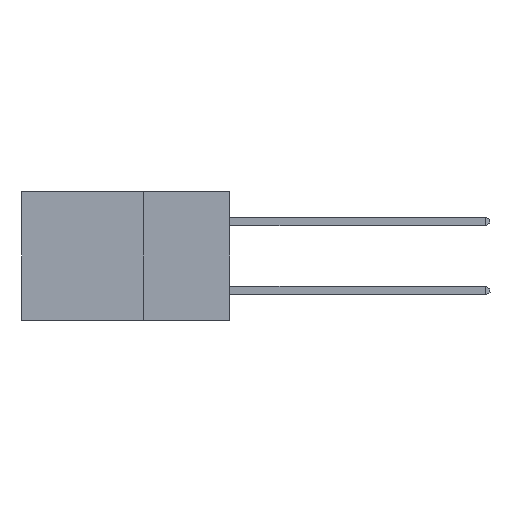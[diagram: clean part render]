
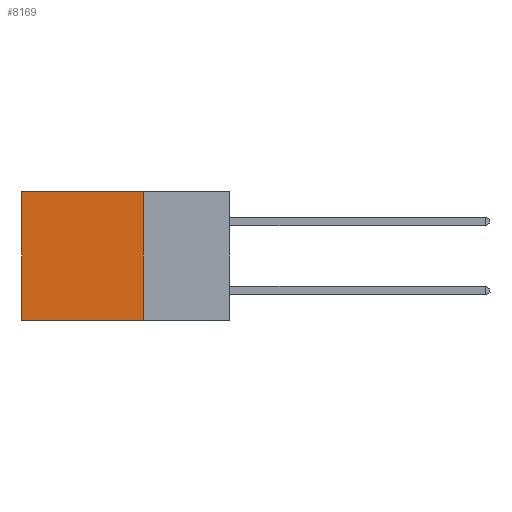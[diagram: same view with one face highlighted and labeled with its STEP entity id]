
A CAD part, left-side view. The second image highlights one B-rep face of the part: STEP entity #8169.
In plain terms, the highlighted planar face has unit normal (-1, 0, 0).
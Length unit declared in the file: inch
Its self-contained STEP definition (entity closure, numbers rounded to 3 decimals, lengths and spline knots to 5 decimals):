
#898 = VECTOR ( 'NONE', #11120, 39.37008 ) ;
#1899 = VERTEX_POINT ( 'NONE', #13668 ) ;
#2450 = CARTESIAN_POINT ( 'NONE',  ( 0.298, 0.6, -0.37 ) ) ;
#2572 = VERTEX_POINT ( 'NONE', #2450 ) ;
#2602 = CARTESIAN_POINT ( 'NONE',  ( 0.298, 0.25, 0. ) ) ;
#2685 = ORIENTED_EDGE ( 'NONE', *, *, #11072, .T. ) ;
#2974 = VECTOR ( 'NONE', #3496, 39.37008 ) ;
#3079 = VECTOR ( 'NONE', #8643, 39.37008 ) ;
#3496 = DIRECTION ( 'NONE',  ( 0., 1., 0. ) ) ;
#4649 = LINE ( 'NONE', #13264, #2974 ) ;
#5062 = ORIENTED_EDGE ( 'NONE', *, *, #13421, .F. ) ;
#5116 = LINE ( 'NONE', #7064, #8877 ) ;
#5852 = AXIS2_PLACEMENT_3D ( 'NONE', #12243, #13553, #12633 ) ;
#6339 = CARTESIAN_POINT ( 'NONE',  ( 0.298, 0.6, 0. ) ) ;
#6838 = ORIENTED_EDGE ( 'NONE', *, *, #11514, .T. ) ;
#6967 = VERTEX_POINT ( 'NONE', #14802 ) ;
#7064 = CARTESIAN_POINT ( 'NONE',  ( 0.298, 0.25, -0.37 ) ) ;
#8169 = ADVANCED_FACE ( 'NONE', ( #15604 ), #14315, .F. ) ;
#8382 = DIRECTION ( 'NONE',  ( 0., 1., 0. ) ) ;
#8517 = LINE ( 'NONE', #2602, #3079 ) ;
#8643 = DIRECTION ( 'NONE',  ( 0., 0., -1. ) ) ;
#8877 = VECTOR ( 'NONE', #8382, 39.37008 ) ;
#9531 = LINE ( 'NONE', #6339, #898 ) ;
#11072 = EDGE_CURVE ( 'NONE', #1899, #14708, #4649, .T. ) ;
#11120 = DIRECTION ( 'NONE',  ( 0., 0., -1. ) ) ;
#11514 = EDGE_CURVE ( 'NONE', #14708, #2572, #9531, .T. ) ;
#12243 = CARTESIAN_POINT ( 'NONE',  ( 0.298, 0.25, 0. ) ) ;
#12633 = DIRECTION ( 'NONE',  ( 0., 0., -1. ) ) ;
#13264 = CARTESIAN_POINT ( 'NONE',  ( 0.298, 0.25, 0. ) ) ;
#13421 = EDGE_CURVE ( 'NONE', #1899, #6967, #8517, .T. ) ;
#13553 = DIRECTION ( 'NONE',  ( 1., 0., 0. ) ) ;
#13668 = CARTESIAN_POINT ( 'NONE',  ( 0.298, 0.25, 0. ) ) ;
#13730 = ORIENTED_EDGE ( 'NONE', *, *, #14048, .F. ) ;
#13886 = CARTESIAN_POINT ( 'NONE',  ( 0.298, 0.6, 0. ) ) ;
#14048 = EDGE_CURVE ( 'NONE', #6967, #2572, #5116, .T. ) ;
#14315 = PLANE ( 'NONE',  #5852 ) ;
#14708 = VERTEX_POINT ( 'NONE', #13886 ) ;
#14802 = CARTESIAN_POINT ( 'NONE',  ( 0.298, 0.25, -0.37 ) ) ;
#15602 = EDGE_LOOP ( 'NONE', ( #6838, #13730, #5062, #2685 ) ) ;
#15604 = FACE_OUTER_BOUND ( 'NONE', #15602, .T. ) ;
